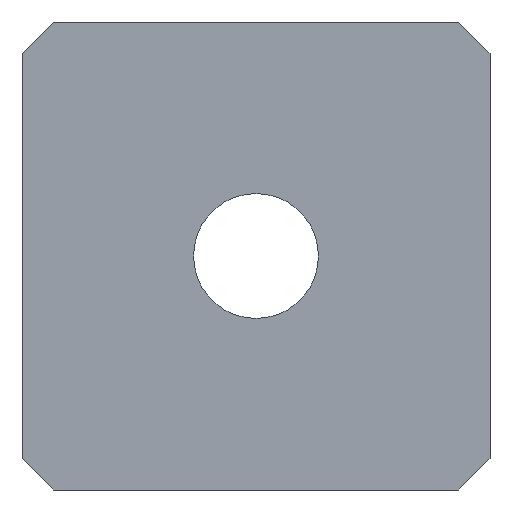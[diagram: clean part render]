
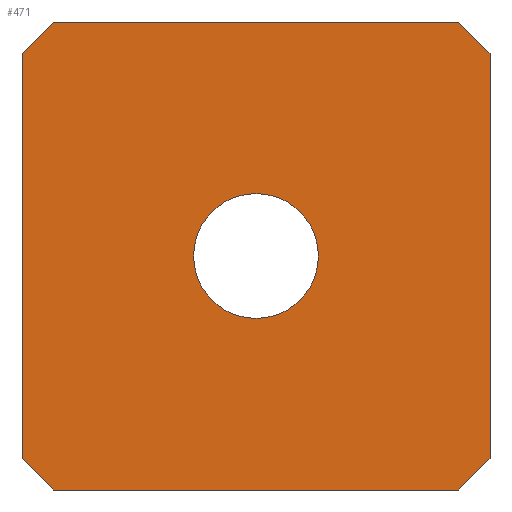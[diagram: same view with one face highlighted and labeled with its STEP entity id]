
A CAD part, front view. The second image highlights one B-rep face of the part: STEP entity #471.
In plain terms, the highlighted planar face has unit normal (0, -1, 0).
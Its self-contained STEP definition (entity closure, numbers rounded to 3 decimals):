
#12 = VECTOR ( 'NONE', #324, 1000. ) ;
#13 = CARTESIAN_POINT ( 'NONE',  ( 0., 0., 0. ) ) ;
#14 = VECTOR ( 'NONE', #142, 1000. ) ;
#23 = EDGE_CURVE ( 'NONE', #258, #807, #404, .T. ) ;
#27 = DIRECTION ( 'NONE',  ( -0.707, 0., -0.707 ) ) ;
#52 = CARTESIAN_POINT ( 'NONE',  ( -75., 0., 65. ) ) ;
#54 = VERTEX_POINT ( 'NONE', #270 ) ;
#58 = ORIENTED_EDGE ( 'NONE', *, *, #761, .F. ) ;
#67 = VECTOR ( 'NONE', #301, 1000. ) ;
#69 = FACE_BOUND ( 'NONE', #200, .T. ) ;
#77 = CARTESIAN_POINT ( 'NONE',  ( -75., 0., 75. ) ) ;
#91 = EDGE_LOOP ( 'NONE', ( #759, #251, #319, #727, #561, #220, #58, #710 ) ) ;
#102 = CARTESIAN_POINT ( 'NONE',  ( 65., 0., 75. ) ) ;
#110 = VERTEX_POINT ( 'NONE', #666 ) ;
#117 = CARTESIAN_POINT ( 'NONE',  ( 0., 0., 20. ) ) ;
#125 = DIRECTION ( 'NONE',  ( 0., 0., 1. ) ) ;
#142 = DIRECTION ( 'NONE',  ( -1., 0., 0. ) ) ;
#146 = CARTESIAN_POINT ( 'NONE',  ( 0., 0., 0. ) ) ;
#151 = VECTOR ( 'NONE', #799, 1000. ) ;
#152 = LINE ( 'NONE', #584, #820 ) ;
#175 = AXIS2_PLACEMENT_3D ( 'NONE', #13, #264, #247 ) ;
#200 = EDGE_LOOP ( 'NONE', ( #786, #749 ) ) ;
#213 = VECTOR ( 'NONE', #718, 1000. ) ;
#220 = ORIENTED_EDGE ( 'NONE', *, *, #512, .T. ) ;
#236 = VERTEX_POINT ( 'NONE', #798 ) ;
#247 = DIRECTION ( 'NONE',  ( 0., 0., 1. ) ) ;
#250 = AXIS2_PLACEMENT_3D ( 'NONE', #146, #765, #440 ) ;
#251 = ORIENTED_EDGE ( 'NONE', *, *, #462, .T. ) ;
#258 = VERTEX_POINT ( 'NONE', #615 ) ;
#264 = DIRECTION ( 'NONE',  ( 0., 1., 0. ) ) ;
#266 = PLANE ( 'NONE',  #558 ) ;
#267 = FACE_OUTER_BOUND ( 'NONE', #91, .T. ) ;
#270 = CARTESIAN_POINT ( 'NONE',  ( -65., 0., 75. ) ) ;
#297 = LINE ( 'NONE', #602, #151 ) ;
#301 = DIRECTION ( 'NONE',  ( -0.707, 0., 0.707 ) ) ;
#318 = VECTOR ( 'NONE', #333, 1000. ) ;
#319 = ORIENTED_EDGE ( 'NONE', *, *, #23, .F. ) ;
#324 = DIRECTION ( 'NONE',  ( 0.707, 0., 0.707 ) ) ;
#329 = LINE ( 'NONE', #775, #213 ) ;
#333 = DIRECTION ( 'NONE',  ( 0., 0., -1. ) ) ;
#338 = CARTESIAN_POINT ( 'NONE',  ( 75., 0., 75. ) ) ;
#339 = VECTOR ( 'NONE', #125, 1000. ) ;
#364 = LINE ( 'NONE', #543, #67 ) ;
#370 = CARTESIAN_POINT ( 'NONE',  ( -75., 0., -75. ) ) ;
#385 = LINE ( 'NONE', #370, #14 ) ;
#391 = LINE ( 'NONE', #77, #339 ) ;
#404 = LINE ( 'NONE', #338, #318 ) ;
#440 = DIRECTION ( 'NONE',  ( 0., 0., 1. ) ) ;
#449 = CARTESIAN_POINT ( 'NONE',  ( 75., 0., -65. ) ) ;
#462 = EDGE_CURVE ( 'NONE', #110, #807, #631, .T. ) ;
#471 = ADVANCED_FACE ( 'NONE', ( #69, #267 ), #266, .T. ) ;
#505 = EDGE_CURVE ( 'NONE', #604, #555, #329, .T. ) ;
#512 = EDGE_CURVE ( 'NONE', #54, #634, #152, .T. ) ;
#515 = DIRECTION ( 'NONE',  ( 0., 0., -1. ) ) ;
#543 = CARTESIAN_POINT ( 'NONE',  ( 70., 0., 70. ) ) ;
#555 = VERTEX_POINT ( 'NONE', #721 ) ;
#558 = AXIS2_PLACEMENT_3D ( 'NONE', #693, #566, #515 ) ;
#561 = ORIENTED_EDGE ( 'NONE', *, *, #694, .F. ) ;
#566 = DIRECTION ( 'NONE',  ( 0., -1., 0. ) ) ;
#584 = CARTESIAN_POINT ( 'NONE',  ( -70., 0., 70. ) ) ;
#589 = CARTESIAN_POINT ( 'NONE',  ( -75., 0., -65. ) ) ;
#599 = CIRCLE ( 'NONE', #175, 20. ) ;
#602 = CARTESIAN_POINT ( 'NONE',  ( -75., 0., 75. ) ) ;
#604 = VERTEX_POINT ( 'NONE', #589 ) ;
#615 = CARTESIAN_POINT ( 'NONE',  ( 75., 0., 65. ) ) ;
#631 = LINE ( 'NONE', #767, #12 ) ;
#632 = VERTEX_POINT ( 'NONE', #102 ) ;
#634 = VERTEX_POINT ( 'NONE', #52 ) ;
#666 = CARTESIAN_POINT ( 'NONE',  ( 65., 0., -75. ) ) ;
#693 = CARTESIAN_POINT ( 'NONE',  ( 0., 0., 0. ) ) ;
#694 = EDGE_CURVE ( 'NONE', #54, #632, #297, .T. ) ;
#700 = VERTEX_POINT ( 'NONE', #117 ) ;
#705 = EDGE_CURVE ( 'NONE', #258, #632, #364, .T. ) ;
#710 = ORIENTED_EDGE ( 'NONE', *, *, #505, .T. ) ;
#718 = DIRECTION ( 'NONE',  ( 0.707, 0., -0.707 ) ) ;
#720 = CIRCLE ( 'NONE', #250, 20. ) ;
#721 = CARTESIAN_POINT ( 'NONE',  ( -65., 0., -75. ) ) ;
#727 = ORIENTED_EDGE ( 'NONE', *, *, #705, .T. ) ;
#744 = EDGE_CURVE ( 'NONE', #236, #700, #720, .T. ) ;
#749 = ORIENTED_EDGE ( 'NONE', *, *, #744, .T. ) ;
#759 = ORIENTED_EDGE ( 'NONE', *, *, #769, .F. ) ;
#761 = EDGE_CURVE ( 'NONE', #604, #634, #391, .T. ) ;
#765 = DIRECTION ( 'NONE',  ( 0., 1., 0. ) ) ;
#767 = CARTESIAN_POINT ( 'NONE',  ( 70., 0., -70. ) ) ;
#769 = EDGE_CURVE ( 'NONE', #110, #555, #385, .T. ) ;
#775 = CARTESIAN_POINT ( 'NONE',  ( -70., 0., -70. ) ) ;
#779 = EDGE_CURVE ( 'NONE', #700, #236, #599, .T. ) ;
#786 = ORIENTED_EDGE ( 'NONE', *, *, #779, .T. ) ;
#798 = CARTESIAN_POINT ( 'NONE',  ( 0., 0., -20. ) ) ;
#799 = DIRECTION ( 'NONE',  ( 1., 0., 0. ) ) ;
#807 = VERTEX_POINT ( 'NONE', #449 ) ;
#820 = VECTOR ( 'NONE', #27, 1000. ) ;
